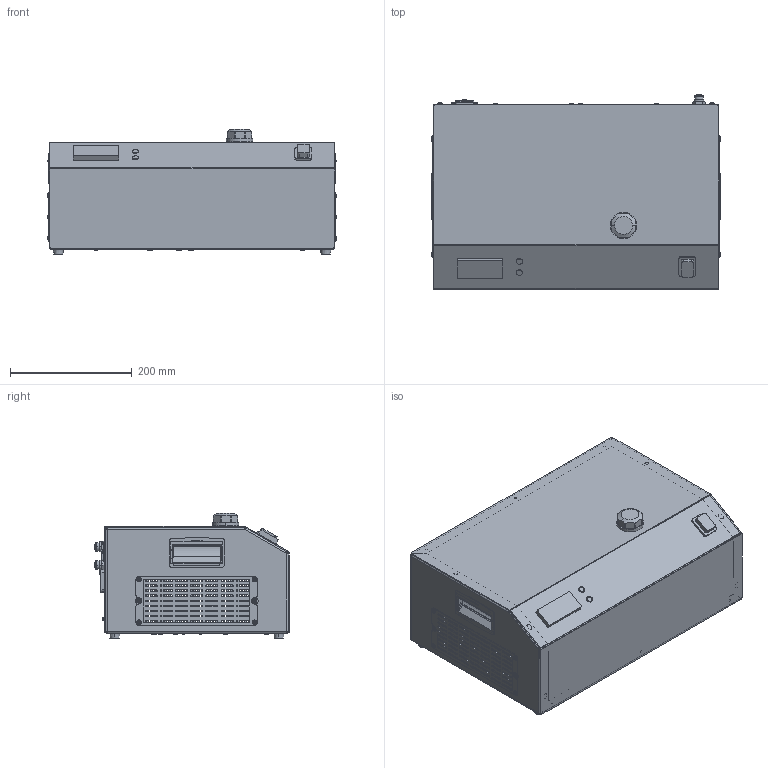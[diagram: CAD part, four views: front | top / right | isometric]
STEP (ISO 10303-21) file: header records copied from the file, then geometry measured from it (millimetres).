
FILE_DESCRIPTION (( 'STEP AP214' ), '1' );
FILE_NAME ('A00048.STEP', '2022-04-25T15:54:45', ( '' ), ( '' ), 'SwSTEP 2.0', 'SolidWorks 2020', '' );
FILE_SCHEMA (( 'AUTOMOTIVE_DESIGN' ));
Length unit declared in the file: millimetre
Products named in the file (23): hex nut style 1 gradeab_din_Hexagon Nut ISO 4032 - M4 - W - N; PVC-U_Muffennippel; A00048; B00108; C00535; B00111; C00509; C00506; C00142; C00505; B00103; C00508; C00534; C00520; socket button head screw_iso_ISO 7380 - M3 x 6 - 6N; B00100; B00067; Gewindebolzen; B00101; socket csink head cap screw 10642_din_EN ISO 10642 - M3 x 8 - 8N; B00102_B00102; C00507; socket button head screw_iso_ISO 7380 - M4 x 8 - 8N
Assembly tree (72 placements, depth 2):
  A00048
    B00067
    B00108
    B00101
    B00102_B00102  x2
    B00103  x2
    C00506  x2
    socket button head screw_iso_ISO 7380 - M4 x 8 - 8N  x23
    socket button head screw_iso_ISO 7380 - M3 x 6 - 6N  x10
    B00100
    C00509
    C00505
    B00111
    Gewindebolzen  x2
    PVC-U_Muffennippel
    hex nut style 1 gradeab_din_Hexagon Nut ISO 4032 - M4 - W - N  x7
    socket csink head cap screw 10642_din_EN ISO 10642 - M3 x 8 - 8N  x6
    C00535
    C00534
    C00520
    C00507  x4
    C00142  x2
    C00508
Bounding box: 476.4 x 319.5 x 206.01 mm (x, y, z)
Volume: 1173624.6 mm3; surface area: 1329567.1 mm2
Topology: 79 solids, 79 shells, 4009 faces, 10546 edges, 6700 vertices
Faces by surface type: plane 2086, cylinder 1360, cone 360, torus 98, sphere 66, bspline 39
Entity records: 75203 total; most frequent: CARTESIAN_POINT 20816, DIRECTION 10795, ORIENTED_EDGE 10782, EDGE_CURVE 5391, AXIS2_PLACEMENT_3D 3658, VERTEX_POINT 3511, VECTOR 3479, LINE 3479
